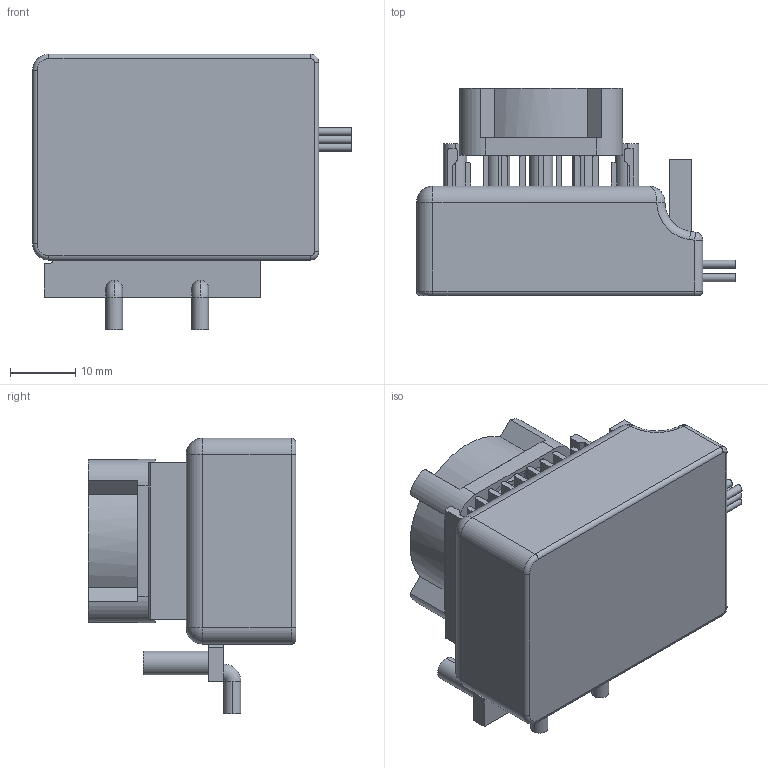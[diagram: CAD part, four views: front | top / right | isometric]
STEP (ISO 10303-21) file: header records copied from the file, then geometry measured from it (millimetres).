
FILE_DESCRIPTION (( 'STEP AP214' ), '1' );
FILE_NAME ('Hobby King X-Car 60A Brushless Car ESC.STEP', '2014-06-05T09:50:01', ( '' ), ( '' ), 'SwSTEP 2.0', 'SolidWorks 2013', '' );
FILE_SCHEMA (( 'AUTOMOTIVE_DESIGN' ));
Length unit declared in the file: millimetre
Products named in the file (3): Hobby King X-Car 60A Brushless Car ESC - Lüfter; Hobby King X-Car 60A Brushless Car ESC
Assembly tree (2 placements, depth 2):
  Hobby King X-Car 60A Brushless Car ESC
    Hobby King X-Car 60A Brushless Car ESC
    Hobby King X-Car 60A Brushless Car ESC - Lüfter
Bounding box: 48.9 x 31.85 x 42.3 mm (x, y, z)
Volume: 22590.4 mm3; surface area: 25722.7 mm2
Topology: 12 solids, 12 shells, 330 faces, 861 edges, 552 vertices
Faces by surface type: plane 173, cylinder 137, torus 12, sphere 6, bspline 2
Entity records: 11733 total; most frequent: CARTESIAN_POINT 2207, DIRECTION 1763, ORIENTED_EDGE 1710, EDGE_CURVE 855, AXIS2_PLACEMENT_3D 626, VERTEX_POINT 552, LINE 511, VECTOR 511
